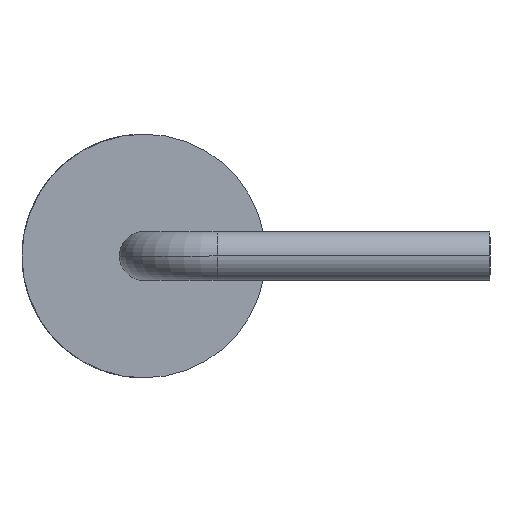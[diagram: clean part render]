
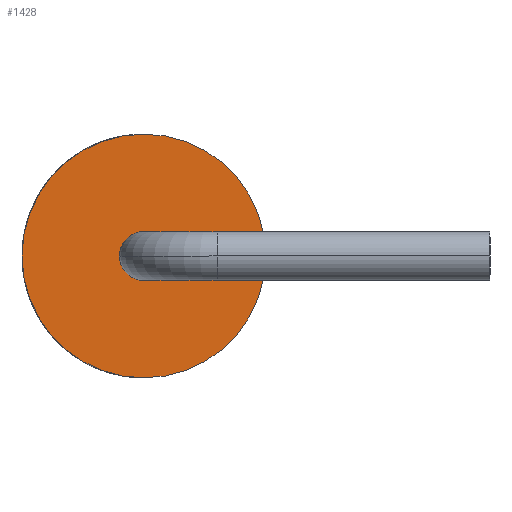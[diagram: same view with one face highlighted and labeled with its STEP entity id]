
A CAD part, left-side view. The second image highlights one B-rep face of the part: STEP entity #1428.
In plain terms, the highlighted planar face has unit normal (-1, 0, 0).
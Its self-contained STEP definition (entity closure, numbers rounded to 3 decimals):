
#280 = EDGE_LOOP ( 'NONE', ( #5412, #4825 ) ) ;
#315 = DIRECTION ( 'NONE',  ( 1., 0., 0. ) ) ;
#355 = VERTEX_POINT ( 'NONE', #2126 ) ;
#471 = CARTESIAN_POINT ( 'NONE',  ( 3.57, 4.5, 0. ) ) ;
#490 = DIRECTION ( 'NONE',  ( 0., 0., -1. ) ) ;
#502 = AXIS2_PLACEMENT_3D ( 'NONE', #749, #315, #2034 ) ;
#703 = VERTEX_POINT ( 'NONE', #1664 ) ;
#749 = CARTESIAN_POINT ( 'NONE',  ( 3.57, 4.5, 0. ) ) ;
#807 = FACE_BOUND ( 'NONE', #1217, .T. ) ;
#1217 = EDGE_LOOP ( 'NONE', ( #4826, #3992 ) ) ;
#1339 = DIRECTION ( 'NONE',  ( -1., 0., 0. ) ) ;
#1428 = ADVANCED_FACE ( 'NONE', ( #807, #2185 ), #3956, .F. ) ;
#1549 = CARTESIAN_POINT ( 'NONE',  ( 3.57, 4.5, -2.5 ) ) ;
#1664 = CARTESIAN_POINT ( 'NONE',  ( 3.57, 3.998, 0. ) ) ;
#1813 = EDGE_CURVE ( 'NONE', #355, #2987, #5204, .T. ) ;
#2034 = DIRECTION ( 'NONE',  ( 0., 0., -1. ) ) ;
#2126 = CARTESIAN_POINT ( 'NONE',  ( 3.57, 4.5, 2.5 ) ) ;
#2185 = FACE_OUTER_BOUND ( 'NONE', #280, .T. ) ;
#2251 = EDGE_CURVE ( 'NONE', #2987, #355, #5391, .T. ) ;
#2500 = DIRECTION ( 'NONE',  ( 0., 0., -1. ) ) ;
#2616 = AXIS2_PLACEMENT_3D ( 'NONE', #5261, #1339, #4810 ) ;
#2946 = AXIS2_PLACEMENT_3D ( 'NONE', #4056, #3153, #490 ) ;
#2987 = VERTEX_POINT ( 'NONE', #1549 ) ;
#3153 = DIRECTION ( 'NONE',  ( 1., 0., 0. ) ) ;
#3176 = AXIS2_PLACEMENT_3D ( 'NONE', #3839, #4700, #2500 ) ;
#3177 = VERTEX_POINT ( 'NONE', #3249 ) ;
#3249 = CARTESIAN_POINT ( 'NONE',  ( 3.57, 5.002, 0. ) ) ;
#3839 = CARTESIAN_POINT ( 'NONE',  ( 3.57, 4.5, 0. ) ) ;
#3845 = DIRECTION ( 'NONE',  ( 0., 0., -1. ) ) ;
#3956 = PLANE ( 'NONE',  #502 ) ;
#3992 = ORIENTED_EDGE ( 'NONE', *, *, #5225, .F. ) ;
#4056 = CARTESIAN_POINT ( 'NONE',  ( 3.57, 4.5, 0. ) ) ;
#4269 = DIRECTION ( 'NONE',  ( 1., 0., 0. ) ) ;
#4471 = AXIS2_PLACEMENT_3D ( 'NONE', #471, #4269, #3845 ) ;
#4700 = DIRECTION ( 'NONE',  ( -1., 0., 0. ) ) ;
#4810 = DIRECTION ( 'NONE',  ( 0., 0., -1. ) ) ;
#4825 = ORIENTED_EDGE ( 'NONE', *, *, #2251, .F. ) ;
#4826 = ORIENTED_EDGE ( 'NONE', *, *, #5180, .F. ) ;
#5180 = EDGE_CURVE ( 'NONE', #703, #3177, #5263, .T. ) ;
#5204 = CIRCLE ( 'NONE', #4471, 2.5 ) ;
#5225 = EDGE_CURVE ( 'NONE', #3177, #703, #5349, .T. ) ;
#5261 = CARTESIAN_POINT ( 'NONE',  ( 3.57, 4.5, 0. ) ) ;
#5263 = CIRCLE ( 'NONE', #3176, 0.502 ) ;
#5349 = CIRCLE ( 'NONE', #2616, 0.502 ) ;
#5391 = CIRCLE ( 'NONE', #2946, 2.5 ) ;
#5412 = ORIENTED_EDGE ( 'NONE', *, *, #1813, .F. ) ;
